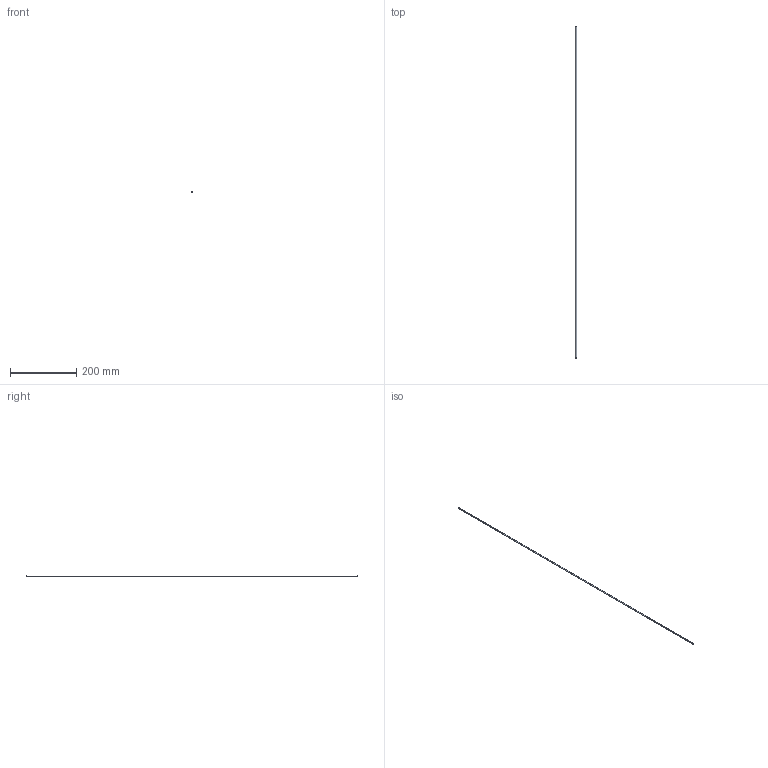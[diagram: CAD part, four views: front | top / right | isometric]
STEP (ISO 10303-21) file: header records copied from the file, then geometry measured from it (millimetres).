
FILE_DESCRIPTION(/* description */ ('Unknown'),/* implementation_level */ '2;1');
FILE_NAME(/* name */ '30303801599',/* time_stamp */ '2024-10-16T15:55:56+08:00',/* author */ ('Unknown'),/* organization */ ('Unknown'),/* preprocessor_version */ 'ST-DEVELOPER v19.4',/* originating_system */ 'Solid Edge',/* authorisation */ 'Unknown');
FILE_SCHEMA (('AUTOMOTIVE_DESIGN {1 0 10303 214 3 1 1}'));
Length unit declared in the file: millimetre
Products named in the file (3): 30303801599; D-Profil; Adhesive Tape
Assembly tree (2 placements, depth 2):
  30303801599
    D-Profil
    Adhesive Tape
Bounding box: 3.8 x 1000 x 1.49 mm (x, y, z)
Volume: 3983.7 mm3; surface area: 13100.7 mm2
Topology: 2 solids, 2 shells, 10 faces, 18 edges, 12 vertices
Faces by surface type: plane 9, cylinder 1
Entity records: 342 total; most frequent: DIRECTION 46, CARTESIAN_POINT 43, ORIENTED_EDGE 36, EDGE_CURVE 18, LINE 16, VECTOR 16, AXIS2_PLACEMENT_3D 15, VERTEX_POINT 12
